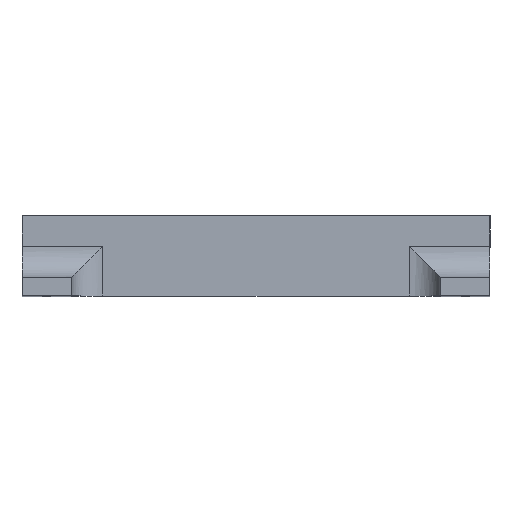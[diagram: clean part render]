
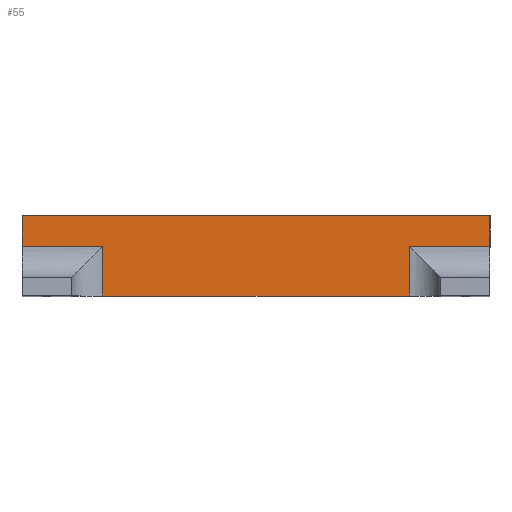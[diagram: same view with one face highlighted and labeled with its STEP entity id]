
A CAD part, top view. The second image highlights one B-rep face of the part: STEP entity #55.
In plain terms, the highlighted planar face has unit normal (0, 0, 1).
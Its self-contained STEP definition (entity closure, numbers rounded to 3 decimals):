
#2 = DIRECTION ( 'NONE',  ( 0., 0., -1. ) ) ;
#7 = EDGE_LOOP ( 'NONE', ( #702, #469, #253, #375, #1936, #1838, #895, #859 ) ) ;
#33 = VECTOR ( 'NONE', #239, 1000. ) ;
#55 = ADVANCED_FACE ( 'NONE', ( #903 ), #311, .F. ) ;
#63 = CARTESIAN_POINT ( 'NONE',  ( 49.5, 6., 11. ) ) ;
#73 = LINE ( 'NONE', #531, #1279 ) ;
#86 = EDGE_CURVE ( 'NONE', #972, #337, #481, .T. ) ;
#133 = VECTOR ( 'NONE', #1968, 1000. ) ;
#150 = CARTESIAN_POINT ( 'NONE',  ( -75.5, 16., 11. ) ) ;
#207 = CARTESIAN_POINT ( 'NONE',  ( -49.5, 0., 11. ) ) ;
#223 = LINE ( 'NONE', #207, #133 ) ;
#235 = LINE ( 'NONE', #662, #990 ) ;
#239 = DIRECTION ( 'NONE',  ( 0., 1., 0. ) ) ;
#242 = CARTESIAN_POINT ( 'NONE',  ( 49.5, 16., 11. ) ) ;
#248 = VERTEX_POINT ( 'NONE', #150 ) ;
#253 = ORIENTED_EDGE ( 'NONE', *, *, #86, .F. ) ;
#263 = LINE ( 'NONE', #1330, #847 ) ;
#311 = PLANE ( 'NONE',  #947 ) ;
#319 = VERTEX_POINT ( 'NONE', #1531 ) ;
#337 = VERTEX_POINT ( 'NONE', #465 ) ;
#375 = ORIENTED_EDGE ( 'NONE', *, *, #1370, .F. ) ;
#460 = DIRECTION ( 'NONE',  ( 1., 0., 0. ) ) ;
#465 = CARTESIAN_POINT ( 'NONE',  ( 75.5, 16., 11. ) ) ;
#469 = ORIENTED_EDGE ( 'NONE', *, *, #1620, .T. ) ;
#481 = LINE ( 'NONE', #1111, #1009 ) ;
#531 = CARTESIAN_POINT ( 'NONE',  ( -75.5, 26., 11. ) ) ;
#586 = EDGE_CURVE ( 'NONE', #1699, #319, #1508, .T. ) ;
#633 = DIRECTION ( 'NONE',  ( 0., -1., 0. ) ) ;
#662 = CARTESIAN_POINT ( 'NONE',  ( -59.5, 16., 11. ) ) ;
#698 = DIRECTION ( 'NONE',  ( 1., 0., 0. ) ) ;
#702 = ORIENTED_EDGE ( 'NONE', *, *, #1315, .T. ) ;
#825 = EDGE_CURVE ( 'NONE', #1627, #248, #73, .T. ) ;
#827 = CARTESIAN_POINT ( 'NONE',  ( -49.5, 16., 11. ) ) ;
#847 = VECTOR ( 'NONE', #1640, 1000. ) ;
#859 = ORIENTED_EDGE ( 'NONE', *, *, #586, .T. ) ;
#895 = ORIENTED_EDGE ( 'NONE', *, *, #1810, .T. ) ;
#903 = FACE_OUTER_BOUND ( 'NONE', #7, .T. ) ;
#947 = AXIS2_PLACEMENT_3D ( 'NONE', #1564, #2, #948 ) ;
#948 = DIRECTION ( 'NONE',  ( -1., 0., 0. ) ) ;
#972 = VERTEX_POINT ( 'NONE', #1194 ) ;
#974 = VERTEX_POINT ( 'NONE', #242 ) ;
#990 = VECTOR ( 'NONE', #698, 1000. ) ;
#1009 = VECTOR ( 'NONE', #1748, 1000. ) ;
#1047 = CARTESIAN_POINT ( 'NONE',  ( -59.5, 0., 11. ) ) ;
#1111 = CARTESIAN_POINT ( 'NONE',  ( 75.5, 26., 11. ) ) ;
#1155 = VERTEX_POINT ( 'NONE', #827 ) ;
#1173 = VECTOR ( 'NONE', #1518, 1000. ) ;
#1194 = CARTESIAN_POINT ( 'NONE',  ( 75.5, 26., 11. ) ) ;
#1254 = CARTESIAN_POINT ( 'NONE',  ( -59.5, 16., 11. ) ) ;
#1279 = VECTOR ( 'NONE', #633, 1000. ) ;
#1302 = LINE ( 'NONE', #63, #33 ) ;
#1315 = EDGE_CURVE ( 'NONE', #319, #974, #1302, .T. ) ;
#1330 = CARTESIAN_POINT ( 'NONE',  ( -75.5, 26., 11. ) ) ;
#1370 = EDGE_CURVE ( 'NONE', #1627, #972, #263, .T. ) ;
#1508 = LINE ( 'NONE', #1047, #1173 ) ;
#1518 = DIRECTION ( 'NONE',  ( 1., 0., 0. ) ) ;
#1531 = CARTESIAN_POINT ( 'NONE',  ( 49.5, 0., 11. ) ) ;
#1564 = CARTESIAN_POINT ( 'NONE',  ( -59.5, 6., 11. ) ) ;
#1576 = LINE ( 'NONE', #1254, #1784 ) ;
#1620 = EDGE_CURVE ( 'NONE', #974, #337, #1576, .T. ) ;
#1627 = VERTEX_POINT ( 'NONE', #1735 ) ;
#1640 = DIRECTION ( 'NONE',  ( 1., 0., 0. ) ) ;
#1699 = VERTEX_POINT ( 'NONE', #1924 ) ;
#1735 = CARTESIAN_POINT ( 'NONE',  ( -75.5, 26., 11. ) ) ;
#1748 = DIRECTION ( 'NONE',  ( 0., -1., 0. ) ) ;
#1784 = VECTOR ( 'NONE', #460, 1000. ) ;
#1810 = EDGE_CURVE ( 'NONE', #1155, #1699, #223, .T. ) ;
#1838 = ORIENTED_EDGE ( 'NONE', *, *, #1859, .T. ) ;
#1859 = EDGE_CURVE ( 'NONE', #248, #1155, #235, .T. ) ;
#1924 = CARTESIAN_POINT ( 'NONE',  ( -49.5, 0., 11. ) ) ;
#1936 = ORIENTED_EDGE ( 'NONE', *, *, #825, .T. ) ;
#1968 = DIRECTION ( 'NONE',  ( 0., -1., 0. ) ) ;
